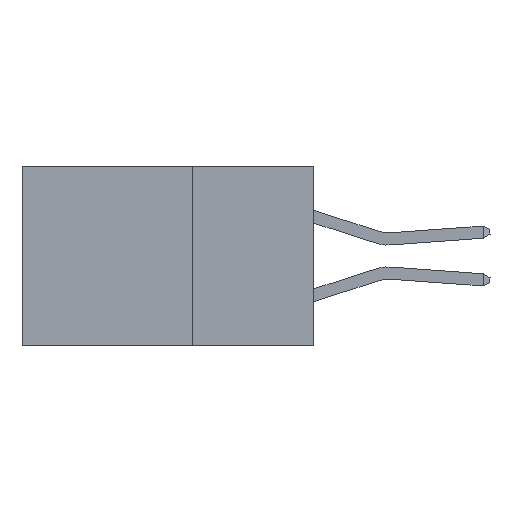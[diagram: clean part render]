
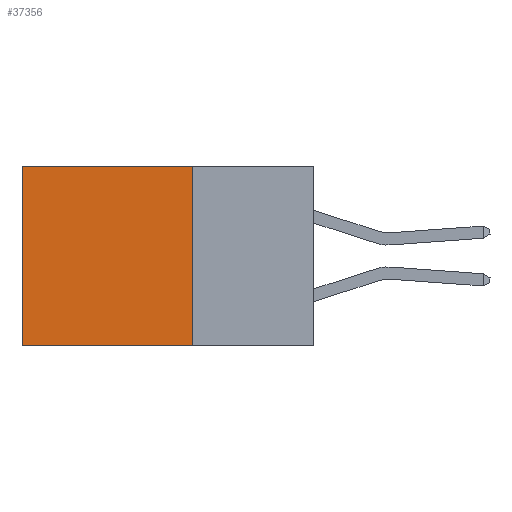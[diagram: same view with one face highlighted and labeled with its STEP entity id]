
A CAD part, left-side view. The second image highlights one B-rep face of the part: STEP entity #37356.
In plain terms, the highlighted planar face has unit normal (-1, 0, 0).
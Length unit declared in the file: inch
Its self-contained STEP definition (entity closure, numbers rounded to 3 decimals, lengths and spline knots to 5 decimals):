
#3535 = CARTESIAN_POINT ( 'NONE',  ( 0.2875, 0.25, -0.37 ) ) ;
#3826 = ORIENTED_EDGE ( 'NONE', *, *, #6694, .T. ) ;
#4291 = LINE ( 'NONE', #17233, #7975 ) ;
#6396 = EDGE_LOOP ( 'NONE', ( #3826, #22606, #20411, #14751 ) ) ;
#6694 = EDGE_CURVE ( 'NONE', #36709, #8040, #6811, .T. ) ;
#6811 = LINE ( 'NONE', #35558, #21177 ) ;
#7975 = VECTOR ( 'NONE', #32724, 39.37008 ) ;
#8040 = VERTEX_POINT ( 'NONE', #8681 ) ;
#8681 = CARTESIAN_POINT ( 'NONE',  ( 0.2875, 0.6, -0.37 ) ) ;
#9654 = CARTESIAN_POINT ( 'NONE',  ( 0.2875, 0.6, 0. ) ) ;
#9944 = DIRECTION ( 'NONE',  ( 1., 0., 0. ) ) ;
#10312 = DIRECTION ( 'NONE',  ( 0., 0., -1. ) ) ;
#12170 = DIRECTION ( 'NONE',  ( 0., 1., 0. ) ) ;
#14751 = ORIENTED_EDGE ( 'NONE', *, *, #28169, .T. ) ;
#15801 = VECTOR ( 'NONE', #31134, 39.37008 ) ;
#16158 = CARTESIAN_POINT ( 'NONE',  ( 0.2875, 0.25, 0. ) ) ;
#17233 = CARTESIAN_POINT ( 'NONE',  ( 0.2875, 0.25, 0. ) ) ;
#20411 = ORIENTED_EDGE ( 'NONE', *, *, #20911, .F. ) ;
#20860 = DIRECTION ( 'NONE',  ( 0., 0., -1. ) ) ;
#20911 = EDGE_CURVE ( 'NONE', #34284, #36656, #4291, .T. ) ;
#21177 = VECTOR ( 'NONE', #20860, 39.37008 ) ;
#21584 = CARTESIAN_POINT ( 'NONE',  ( 0.2875, 0.25, -0.37 ) ) ;
#22606 = ORIENTED_EDGE ( 'NONE', *, *, #26121, .F. ) ;
#24521 = CARTESIAN_POINT ( 'NONE',  ( 0.2875, 0.25, 0. ) ) ;
#25356 = AXIS2_PLACEMENT_3D ( 'NONE', #30769, #9944, #10312 ) ;
#26121 = EDGE_CURVE ( 'NONE', #36656, #8040, #34501, .T. ) ;
#26590 = VECTOR ( 'NONE', #12170, 39.37008 ) ;
#28169 = EDGE_CURVE ( 'NONE', #34284, #36709, #37076, .T. ) ;
#30769 = CARTESIAN_POINT ( 'NONE',  ( 0.2875, 0.25, 0. ) ) ;
#31134 = DIRECTION ( 'NONE',  ( 0., 1., 0. ) ) ;
#32724 = DIRECTION ( 'NONE',  ( 0., 0., -1. ) ) ;
#34284 = VERTEX_POINT ( 'NONE', #24521 ) ;
#34501 = LINE ( 'NONE', #3535, #26590 ) ;
#35558 = CARTESIAN_POINT ( 'NONE',  ( 0.2875, 0.6, 0. ) ) ;
#36656 = VERTEX_POINT ( 'NONE', #21584 ) ;
#36709 = VERTEX_POINT ( 'NONE', #9654 ) ;
#36831 = PLANE ( 'NONE',  #25356 ) ;
#37076 = LINE ( 'NONE', #16158, #15801 ) ;
#37356 = ADVANCED_FACE ( 'NONE', ( #37625 ), #36831, .F. ) ;
#37625 = FACE_OUTER_BOUND ( 'NONE', #6396, .T. ) ;
